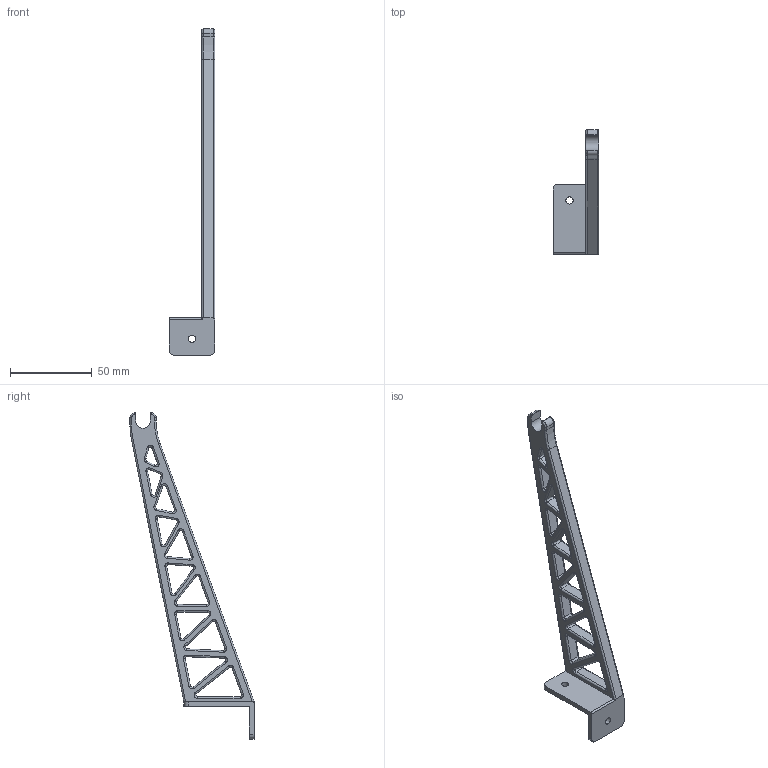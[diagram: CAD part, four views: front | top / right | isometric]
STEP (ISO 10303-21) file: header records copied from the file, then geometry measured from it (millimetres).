
FILE_DESCRIPTION(('FreeCAD Model'),'2;1');
FILE_NAME( 'Spool+Holder.step', '2017-05-14T19:27:41',('Ax Smith-Laffin'),('AxMod Box Mods Limited'), 'Open CASCADE STEP processor 6.8','FreeCAD','Unknown');
FILE_SCHEMA(('AUTOMOTIVE_DESIGN_CC2 { 1 2 10303 214 -1 1 5 4 }'));
Length unit declared in the file: millimetre
Products named in the file (1): Spool_Holder
Bounding box: 28 x 76.06 x 200 mm (x, y, z)
Volume: 29859.1 mm3; surface area: 17183.7 mm2
Topology: 1 solids, 1 shells, 248 faces, 589 edges, 343 vertices
Faces by surface type: cylinder 124, torus 74, plane 50
Full cylindrical faces by diameter (mm): 4.4 x2
Entity records: 14887 total; most frequent: CARTESIAN_POINT 3190, DIRECTION 2217, ORIENTED_EDGE 1178, PCURVE 1178, DEFINITIONAL_REPRESENTATION 1178, LINE 1042, VECTOR 1042, EDGE_CURVE 589
